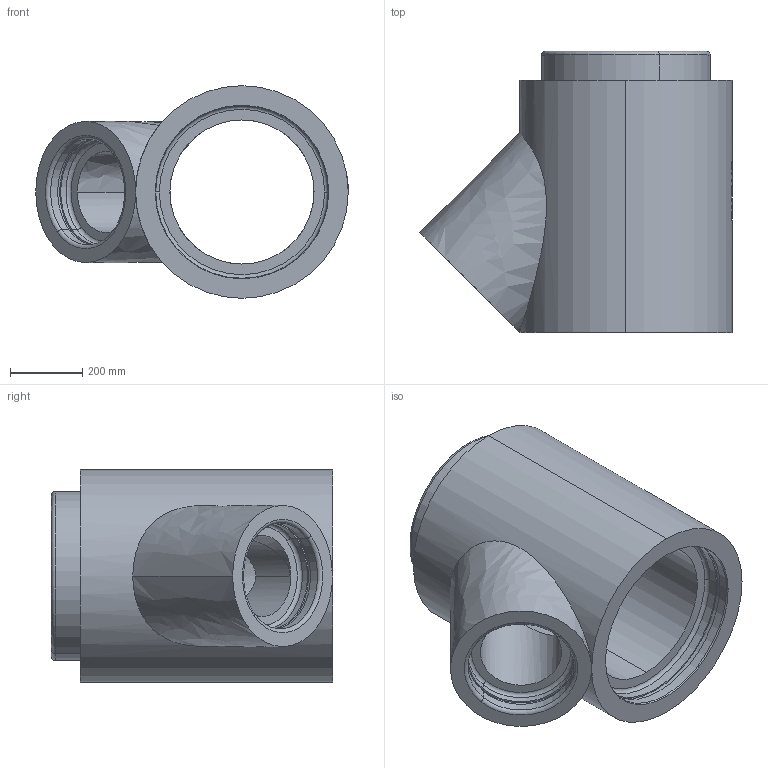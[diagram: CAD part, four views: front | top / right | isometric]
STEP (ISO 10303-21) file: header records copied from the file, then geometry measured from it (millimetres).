
FILE_DESCRIPTION (( 'STEP AP203' ), '1' );
FILE_NAME ('Rudus 1804029 EK-haaraputki 225-400.step', '2020-03-17T10:41:49', ( '' ), ( '' ), 'SwSTEP 2.0', 'SolidWorks 2019', '' );
FILE_SCHEMA (( 'CONFIG_CONTROL_DESIGN' ));
Length unit declared in the file: millimetre
Products named in the file (2): Rudus 1804029 EK-haaraputki 225-400; EK-osa-haararunko
Assembly tree (1 placements, depth 2):
  Rudus 1804029 EK-haaraputki 225-400
    EK-osa-haararunko
Bounding box: 867.19 x 780 x 590 mm (x, y, z)
Volume: 113377499.8 mm3; surface area: 3116528.7 mm2
Topology: 1 solids, 1 shells, 115 faces, 282 edges, 183 vertices
Faces by surface type: bspline 38, plane 37, cylinder 28, torus 10, cone 2
Entity records: 17847 total; most frequent: CARTESIAN_POINT 15198, ORIENTED_EDGE 564, DIRECTION 414, EDGE_CURVE 282, VERTEX_POINT 183, AXIS2_PLACEMENT_3D 171, EDGE_LOOP 133, B_SPLINE_CURVE_WITH_KNOTS 120
